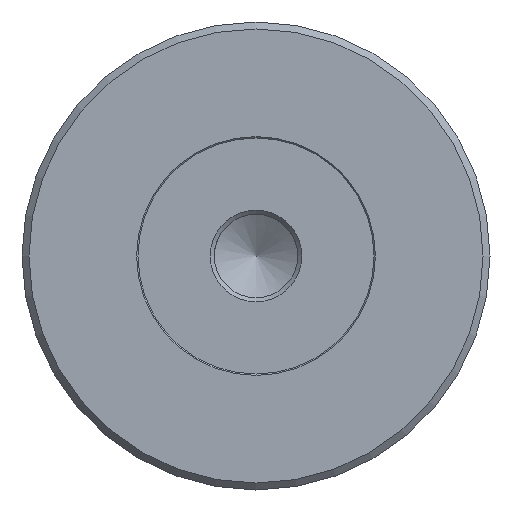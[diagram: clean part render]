
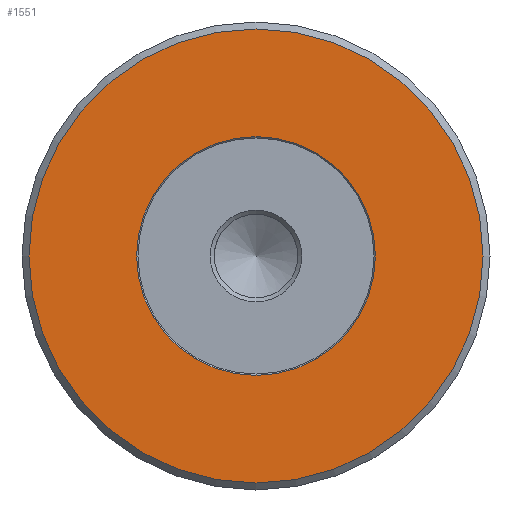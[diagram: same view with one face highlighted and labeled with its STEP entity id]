
A CAD part, front view. The second image highlights one B-rep face of the part: STEP entity #1551.
In plain terms, the highlighted planar face has unit normal (0, -1, 0).
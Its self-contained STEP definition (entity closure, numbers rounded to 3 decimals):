
#16=FACE_BOUND('',#337,.T.);
#152=PLANE('',#1666);
#248=FACE_OUTER_BOUND('',#336,.T.);
#336=EDGE_LOOP('',(#1088));
#337=EDGE_LOOP('',(#1089));
#596=CIRCLE('',#1665,8.6);
#597=CIRCLE('',#1667,16.35);
#640=VERTEX_POINT('',#2249);
#641=VERTEX_POINT('',#2253);
#815=EDGE_CURVE('',#640,#640,#596,.T.);
#816=EDGE_CURVE('',#641,#641,#597,.T.);
#1088=ORIENTED_EDGE('',*,*,#816,.T.);
#1089=ORIENTED_EDGE('',*,*,#815,.F.);
#1551=ADVANCED_FACE('',(#248,#16),#152,.T.);
#1665=AXIS2_PLACEMENT_3D('',#2251,#1828,#1829);
#1666=AXIS2_PLACEMENT_3D('',#2252,#1830,#1831);
#1667=AXIS2_PLACEMENT_3D('',#2254,#1832,#1833);
#1828=DIRECTION('center_axis',(0.,-1.,0.));
#1829=DIRECTION('ref_axis',(-1.,0.,0.));
#1830=DIRECTION('center_axis',(0.,-1.,0.));
#1831=DIRECTION('ref_axis',(0.,0.,-1.));
#1832=DIRECTION('center_axis',(0.,-1.,0.));
#1833=DIRECTION('ref_axis',(1.,0.,0.));
#2249=CARTESIAN_POINT('',(8.6,0.,0.));
#2251=CARTESIAN_POINT('Origin',(0.,0.,0.));
#2252=CARTESIAN_POINT('Origin',(8.5,0.,0.));
#2253=CARTESIAN_POINT('',(-16.35,0.,0.));
#2254=CARTESIAN_POINT('Origin',(0.,0.,0.));
